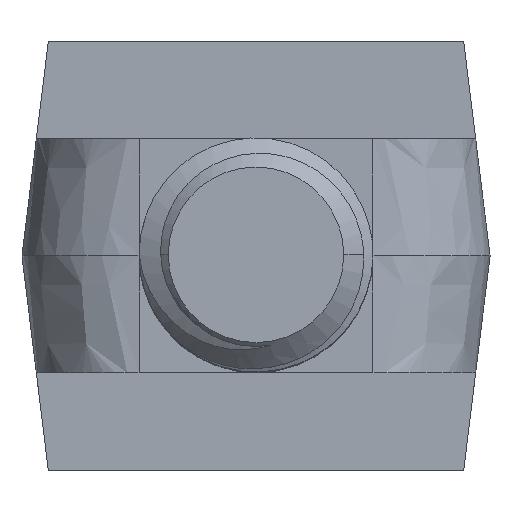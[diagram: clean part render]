
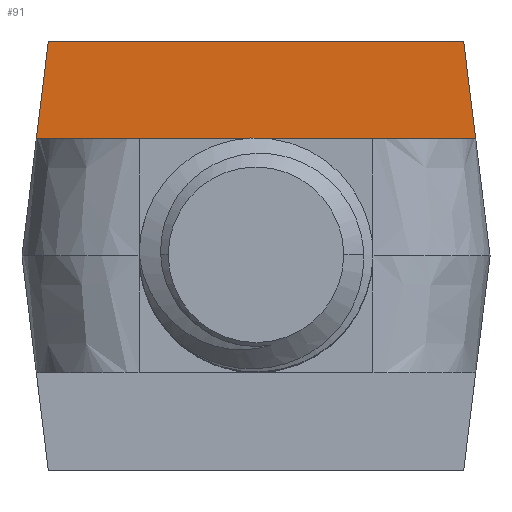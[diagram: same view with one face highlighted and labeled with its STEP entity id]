
A CAD part, top view. The second image highlights one B-rep face of the part: STEP entity #91.
In plain terms, the highlighted planar face has unit normal (0, 0, 1).
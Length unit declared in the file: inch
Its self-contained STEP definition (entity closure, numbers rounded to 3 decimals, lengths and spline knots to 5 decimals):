
#48 = CARTESIAN_POINT ( 'NONE',  ( -0.35198, 0.1875, -1. ) ) ;
#54 = CARTESIAN_POINT ( 'NONE',  ( 0.35198, 0.1875, -1. ) ) ;
#91 = ADVANCED_FACE ( 'NONE', ( #3431 ), #2501, .T. ) ;
#299 = DIRECTION ( 'NONE',  ( 0.122, 0.993, 0. ) ) ;
#301 = CARTESIAN_POINT ( 'NONE',  ( -0.33279, 0.34375, -1. ) ) ;
#302 = DIRECTION ( 'NONE',  ( 0.122, -0.993, 0. ) ) ;
#303 = CARTESIAN_POINT ( 'NONE',  ( 0.375, 0., -1. ) ) ;
#1480 = EDGE_CURVE ( 'NONE', #3678, #3383, #3598, .T. ) ;
#1556 = AXIS2_PLACEMENT_3D ( 'NONE', #2508, #2499, #2498 ) ;
#1571 = EDGE_CURVE ( 'NONE', #3274, #3383, #3094, .T. ) ;
#1572 = EDGE_CURVE ( 'NONE', #3678, #3232, #3095, .T. ) ;
#1630 = EDGE_CURVE ( 'NONE', #3232, #3274, #3136, .T. ) ;
#1824 = DIRECTION ( 'NONE',  ( 1., 0., 0. ) ) ;
#1828 = CARTESIAN_POINT ( 'NONE',  ( 0.41721, 0.1875, -1. ) ) ;
#2498 = DIRECTION ( 'NONE',  ( 1., 0., 0. ) ) ;
#2499 = DIRECTION ( 'NONE',  ( 0., 0., 1. ) ) ;
#2501 = PLANE ( 'NONE',  #1556 ) ;
#2508 = CARTESIAN_POINT ( 'NONE',  ( 0.41721, 0.34375, -1. ) ) ;
#2749 = CARTESIAN_POINT ( 'NONE',  ( -0.33279, 0.34375, -1. ) ) ;
#2752 = CARTESIAN_POINT ( 'NONE',  ( 0.33279, 0.34375, -1. ) ) ;
#2763 = DIRECTION ( 'NONE',  ( 1., 0., 0. ) ) ;
#2765 = CARTESIAN_POINT ( 'NONE',  ( 0.33279, 0.34375, -1. ) ) ;
#3091 = VECTOR ( 'NONE', #302, 39.37008 ) ;
#3094 = LINE ( 'NONE', #303, #3091 ) ;
#3095 = LINE ( 'NONE', #301, #3099 ) ;
#3099 = VECTOR ( 'NONE', #299, 39.37008 ) ;
#3134 = VECTOR ( 'NONE', #2763, 39.37008 ) ;
#3136 = LINE ( 'NONE', #2765, #3134 ) ;
#3188 = ORIENTED_EDGE ( 'NONE', *, *, #1630, .F. ) ;
#3232 = VERTEX_POINT ( 'NONE', #2749 ) ;
#3274 = VERTEX_POINT ( 'NONE', #2752 ) ;
#3277 = ORIENTED_EDGE ( 'NONE', *, *, #1480, .T. ) ;
#3278 = EDGE_LOOP ( 'NONE', ( #3699, #3277, #3516, #3188 ) ) ;
#3383 = VERTEX_POINT ( 'NONE', #54 ) ;
#3431 = FACE_OUTER_BOUND ( 'NONE', #3278, .T. ) ;
#3516 = ORIENTED_EDGE ( 'NONE', *, *, #1571, .F. ) ;
#3598 = LINE ( 'NONE', #1828, #3599 ) ;
#3599 = VECTOR ( 'NONE', #1824, 39.37008 ) ;
#3678 = VERTEX_POINT ( 'NONE', #48 ) ;
#3699 = ORIENTED_EDGE ( 'NONE', *, *, #1572, .F. ) ;
